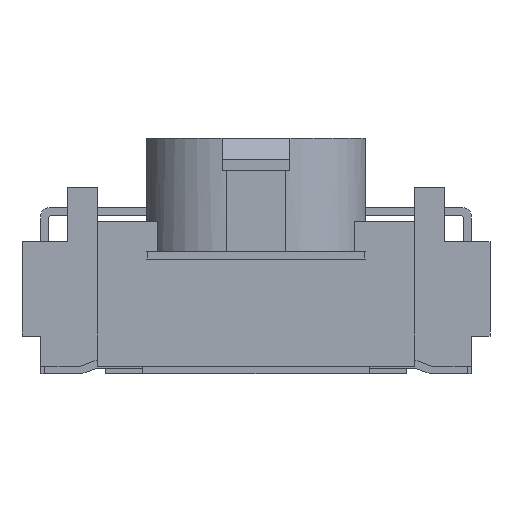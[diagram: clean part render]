
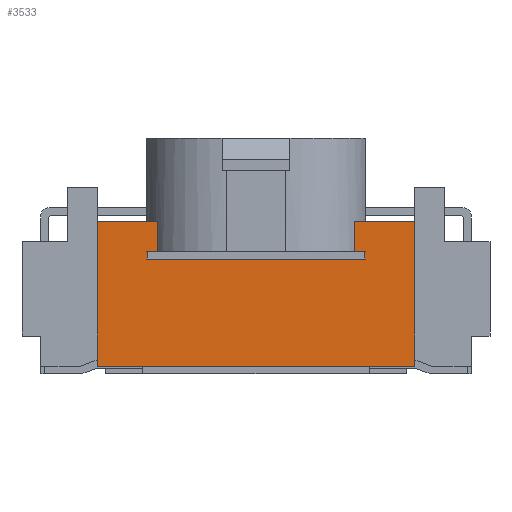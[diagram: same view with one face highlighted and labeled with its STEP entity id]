
A CAD part, front view. The second image highlights one B-rep face of the part: STEP entity #3533.
In plain terms, the highlighted planar face has unit normal (0, -1, 0).
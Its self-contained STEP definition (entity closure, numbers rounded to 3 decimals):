
#583=CARTESIAN_POINT('',(2.1,-1.7,0.1));
#584=VERTEX_POINT('',#583);
#591=CARTESIAN_POINT('',(-2.1,-1.7,0.1));
#592=VERTEX_POINT('',#591);
#593=CARTESIAN_POINT('',(-2.1,-1.7,0.1));
#594=DIRECTION('',(1.0,0.0,0.0));
#595=VECTOR('',#594,4.2);
#596=LINE('',#593,#595);
#597=EDGE_CURVE('',#592,#584,#596,.T.);
#955=CARTESIAN_POINT('',(2.1,-1.7,2.02));
#956=VERTEX_POINT('',#955);
#963=CARTESIAN_POINT('',(2.1,-1.7,0.1));
#964=DIRECTION('',(0.0,0.0,1.0));
#965=VECTOR('',#964,1.92);
#966=LINE('',#963,#965);
#967=EDGE_CURVE('',#584,#956,#966,.T.);
#3279=CARTESIAN_POINT('',(1.441,-1.7,1.62));
#3280=VERTEX_POINT('',#3279);
#3281=CARTESIAN_POINT('',(1.441,-1.7,1.52));
#3282=VERTEX_POINT('',#3281);
#3283=CARTESIAN_POINT('',(1.441,-1.7,1.62));
#3284=DIRECTION('',(0.0,0.0,-1.0));
#3285=VECTOR('',#3284,0.1);
#3286=LINE('',#3283,#3285);
#3287=EDGE_CURVE('',#3280,#3282,#3286,.T.);
#3310=CARTESIAN_POINT('',(-1.441,-1.7,1.62));
#3311=VERTEX_POINT('',#3310);
#3312=CARTESIAN_POINT('',(-1.3,-1.7,1.62));
#3313=VERTEX_POINT('',#3312);
#3314=CARTESIAN_POINT('',(-1.441,-1.7,1.62));
#3315=DIRECTION('',(1.0,0.0,0.0));
#3316=VECTOR('',#3315,0.141);
#3317=LINE('',#3314,#3316);
#3318=EDGE_CURVE('',#3311,#3313,#3317,.T.);
#3350=CARTESIAN_POINT('',(-1.441,-1.7,1.52));
#3351=VERTEX_POINT('',#3350);
#3352=CARTESIAN_POINT('',(-1.441,-1.7,1.52));
#3353=DIRECTION('',(0.0,0.0,1.0));
#3354=VECTOR('',#3353,0.1);
#3355=LINE('',#3352,#3354);
#3356=EDGE_CURVE('',#3351,#3311,#3355,.T.);
#3381=CARTESIAN_POINT('',(1.3,-1.7,1.62));
#3382=VERTEX_POINT('',#3381);
#3383=CARTESIAN_POINT('',(1.3,-1.7,1.62));
#3384=DIRECTION('',(1.0,0.0,0.0));
#3385=VECTOR('',#3384,0.141);
#3386=LINE('',#3383,#3385);
#3387=EDGE_CURVE('',#3382,#3280,#3386,.T.);
#3423=CARTESIAN_POINT('',(1.3,-1.7,2.02));
#3424=VERTEX_POINT('',#3423);
#3425=CARTESIAN_POINT('',(1.3,-1.7,1.62));
#3426=DIRECTION('',(0.0,0.0,1.0));
#3427=VECTOR('',#3426,0.4);
#3428=LINE('',#3425,#3427);
#3429=EDGE_CURVE('',#3382,#3424,#3428,.T.);
#3448=CARTESIAN_POINT('',(-2.1,-1.7,2.02));
#3449=VERTEX_POINT('',#3448);
#3450=CARTESIAN_POINT('',(-2.1,-1.7,0.1));
#3451=DIRECTION('',(0.0,0.0,1.0));
#3452=VECTOR('',#3451,1.92);
#3453=LINE('',#3450,#3452);
#3454=EDGE_CURVE('',#592,#3449,#3453,.T.);
#3492=CARTESIAN_POINT('',(2.1,-1.7,0.0));
#3493=DIRECTION('',(0.0,-1.0,0.0));
#3494=DIRECTION('',(0.0,0.0,-1.0));
#3495=AXIS2_PLACEMENT_3D('',#3492,#3493,#3494);
#3496=PLANE('',#3495);
#3497=ORIENTED_EDGE('',*,*,#597,.T.);
#3498=ORIENTED_EDGE('',*,*,#967,.T.);
#3499=CARTESIAN_POINT('',(2.1,-1.7,2.02));
#3500=DIRECTION('',(-1.0,0.0,0.0));
#3501=VECTOR('',#3500,0.8);
#3502=LINE('',#3499,#3501);
#3503=EDGE_CURVE('',#956,#3424,#3502,.T.);
#3504=ORIENTED_EDGE('',*,*,#3503,.T.);
#3505=ORIENTED_EDGE('',*,*,#3429,.F.);
#3506=ORIENTED_EDGE('',*,*,#3387,.T.);
#3507=ORIENTED_EDGE('',*,*,#3287,.T.);
#3508=CARTESIAN_POINT('',(1.441,-1.7,1.52));
#3509=DIRECTION('',(-1.0,0.0,0.0));
#3510=VECTOR('',#3509,2.883);
#3511=LINE('',#3508,#3510);
#3512=EDGE_CURVE('',#3282,#3351,#3511,.T.);
#3513=ORIENTED_EDGE('',*,*,#3512,.T.);
#3514=ORIENTED_EDGE('',*,*,#3356,.T.);
#3515=ORIENTED_EDGE('',*,*,#3318,.T.);
#3516=CARTESIAN_POINT('',(-1.3,-1.7,2.02));
#3517=VERTEX_POINT('',#3516);
#3518=CARTESIAN_POINT('',(-1.3,-1.7,1.62));
#3519=DIRECTION('',(0.0,0.0,1.0));
#3520=VECTOR('',#3519,0.4);
#3521=LINE('',#3518,#3520);
#3522=EDGE_CURVE('',#3313,#3517,#3521,.T.);
#3523=ORIENTED_EDGE('',*,*,#3522,.T.);
#3524=CARTESIAN_POINT('',(-1.3,-1.7,2.02));
#3525=DIRECTION('',(-1.0,0.0,0.0));
#3526=VECTOR('',#3525,0.8);
#3527=LINE('',#3524,#3526);
#3528=EDGE_CURVE('',#3517,#3449,#3527,.T.);
#3529=ORIENTED_EDGE('',*,*,#3528,.T.);
#3530=ORIENTED_EDGE('',*,*,#3454,.F.);
#3531=EDGE_LOOP('',(#3497,#3498,#3504,#3505,#3506,#3507,#3513,#3514,#3515,#3523,#3529,#3530));
#3532=FACE_OUTER_BOUND('',#3531,.T.);
#3533=ADVANCED_FACE('',(#3532),#3496,.T.);
